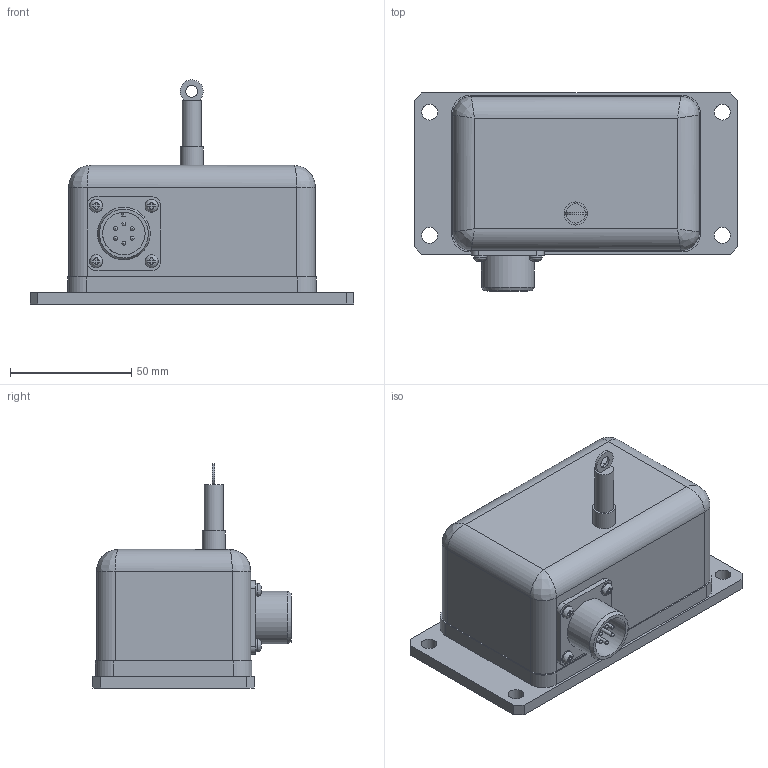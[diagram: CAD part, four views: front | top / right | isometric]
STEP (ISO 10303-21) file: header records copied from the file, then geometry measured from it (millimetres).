
FILE_DESCRIPTION((''),'2;1');
FILE_NAME('STD-P-4,20,40.stp','2015-04-21T13:06:08',('JP'),(''),'Autodesk Inventor 2011','Autodesk Inventor 2011','');
FILE_SCHEMA(('AUTOMOTIVE_DESIGN { 1 0 10303 214 1 1 1 1 }'));
Length unit declared in the file: inch
Products named in the file (1): STD-P-4,20,40
Bounding box: 133.35 x 81.66 x 92.37 mm (x, y, z)
Volume: 378515.6 mm3; surface area: 38489.6 mm2
Topology: 1 solids, 1 shells, 162 faces, 428 edges, 281 vertices
Faces by surface type: plane 109, cylinder 38, bspline 14, cone 1
Full cylindrical faces by diameter (mm): 1.549 x6, 4.826 x1, 5.385 x4, 6.528 x4, 7.925 x1, 9.525 x1, 17.526 x1, 21.742 x1
Entity records: 5542 total; most frequent: CARTESIAN_POINT 1634, ORIENTED_EDGE 754, DIRECTION 715, EDGE_CURVE 377, VERTEX_POINT 264, AXIS2_PLACEMENT_3D 247, VECTOR 221, LINE 221
